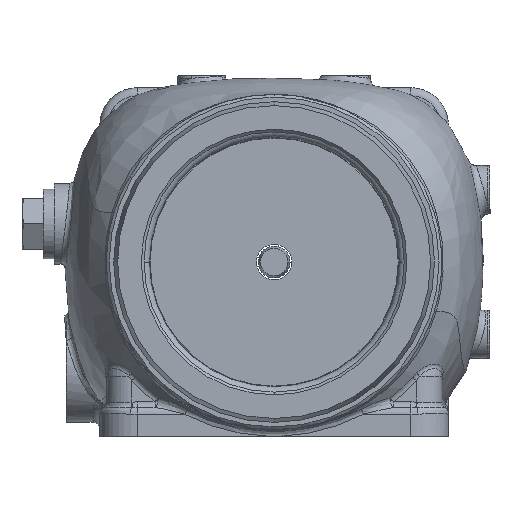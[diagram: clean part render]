
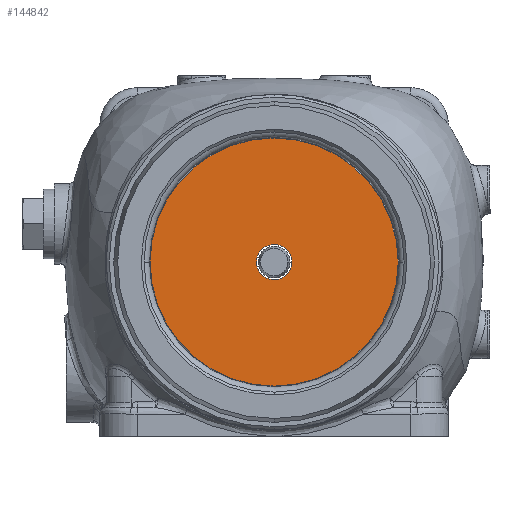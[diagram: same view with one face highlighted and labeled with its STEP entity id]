
A CAD part, left-side view. The second image highlights one B-rep face of the part: STEP entity #144842.
In plain terms, the highlighted planar face has unit normal (-1, 0, 0).
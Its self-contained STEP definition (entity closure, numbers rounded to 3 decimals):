
#20793 = AXIS2_PLACEMENT_3D ( 'NONE', #33308, #33317, #33318 ) ;
#27202 = VERTEX_POINT ( 'NONE', #52049 ) ;
#27297 = VERTEX_POINT ( 'NONE', #52073 ) ;
#27300 = VERTEX_POINT ( 'NONE', #52074 ) ;
#27309 = VERTEX_POINT ( 'NONE', #52077 ) ;
#33308 = CARTESIAN_POINT ( 'NONE',  ( -171.5, 6., 0. ) ) ;
#33309 = PLANE ( 'NONE',  #20793 ) ;
#33317 = DIRECTION ( 'NONE',  ( 1., 0., 0. ) ) ;
#33318 = DIRECTION ( 'NONE',  ( 0., 0., -1. ) ) ;
#46488 = AXIS2_PLACEMENT_3D ( 'NONE', #66256, #66257, #66258 ) ;
#46495 = AXIS2_PLACEMENT_3D ( 'NONE', #66266, #66267, #66268 ) ;
#46497 = AXIS2_PLACEMENT_3D ( 'NONE', #66269, #66271, #66272 ) ;
#46502 = AXIS2_PLACEMENT_3D ( 'NONE', #66251, #66274, #66275 ) ;
#52049 = CARTESIAN_POINT ( 'NONE',  ( -171.5, 0., -46.268 ) ) ;
#52073 = CARTESIAN_POINT ( 'NONE',  ( -171.5, 0., 6.6 ) ) ;
#52074 = CARTESIAN_POINT ( 'NONE',  ( -171.5, 0., -6.6 ) ) ;
#52077 = CARTESIAN_POINT ( 'NONE',  ( -171.5, 0., 46.268 ) ) ;
#66251 = CARTESIAN_POINT ( 'NONE',  ( -171.5, 0., 0. ) ) ;
#66256 = CARTESIAN_POINT ( 'NONE',  ( -171.5, 0., 0. ) ) ;
#66257 = DIRECTION ( 'NONE',  ( 1., 0., 0. ) ) ;
#66258 = DIRECTION ( 'NONE',  ( 0., 0., -1. ) ) ;
#66266 = CARTESIAN_POINT ( 'NONE',  ( -171.5, 0., 0. ) ) ;
#66267 = DIRECTION ( 'NONE',  ( 1., 0., 0. ) ) ;
#66268 = DIRECTION ( 'NONE',  ( 0., 0., -1. ) ) ;
#66269 = CARTESIAN_POINT ( 'NONE',  ( -171.5, 0., 0. ) ) ;
#66271 = DIRECTION ( 'NONE',  ( 1., 0., 0. ) ) ;
#66272 = DIRECTION ( 'NONE',  ( 0., 0., -1. ) ) ;
#66274 = DIRECTION ( 'NONE',  ( 1., 0., 0. ) ) ;
#66275 = DIRECTION ( 'NONE',  ( 0., 0., -1. ) ) ;
#71057 = CIRCLE ( 'NONE', #46502, 46.268 ) ;
#71061 = CIRCLE ( 'NONE', #46497, 6.6 ) ;
#71066 = CIRCLE ( 'NONE', #46495, 6.6 ) ;
#71079 = CIRCLE ( 'NONE', #46488, 46.268 ) ;
#104619 = EDGE_CURVE ( 'NONE', #27202, #27309, #71079, .T. ) ;
#104629 = EDGE_CURVE ( 'NONE', #27297, #27300, #71066, .T. ) ;
#104631 = EDGE_CURVE ( 'NONE', #27300, #27297, #71061, .T. ) ;
#104633 = EDGE_CURVE ( 'NONE', #27309, #27202, #71057, .T. ) ;
#120127 = FACE_BOUND ( 'NONE', #137843, .T. ) ;
#120139 = FACE_OUTER_BOUND ( 'NONE', #137849, .T. ) ;
#137595 = ORIENTED_EDGE ( 'NONE', *, *, #104631, .T. ) ;
#137597 = ORIENTED_EDGE ( 'NONE', *, *, #104629, .T. ) ;
#137599 = ORIENTED_EDGE ( 'NONE', *, *, #104619, .F. ) ;
#137601 = ORIENTED_EDGE ( 'NONE', *, *, #104633, .F. ) ;
#137843 = EDGE_LOOP ( 'NONE', ( #137595, #137597 ) ) ;
#137849 = EDGE_LOOP ( 'NONE', ( #137599, #137601 ) ) ;
#144842 = ADVANCED_FACE ( 'NONE', ( #120127, #120139 ), #33309, .F. ) ;
